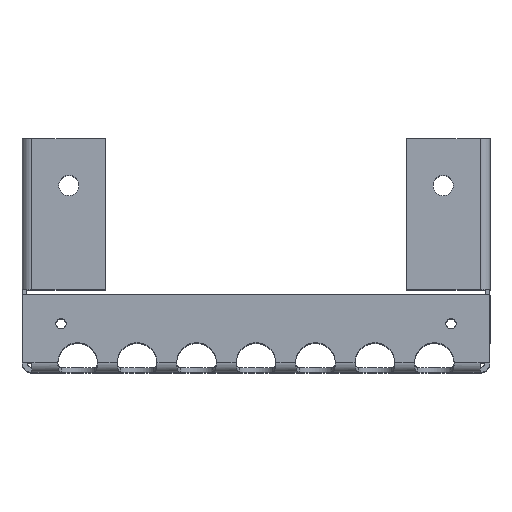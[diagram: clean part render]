
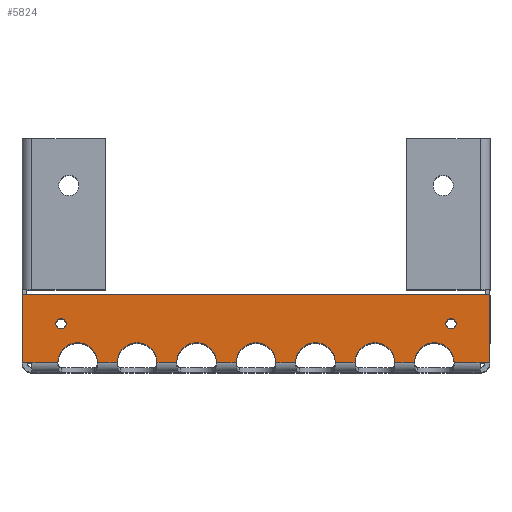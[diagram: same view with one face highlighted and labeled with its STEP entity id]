
A CAD part, top view. The second image highlights one B-rep face of the part: STEP entity #5824.
In plain terms, the highlighted planar face has unit normal (0, 0, 1).
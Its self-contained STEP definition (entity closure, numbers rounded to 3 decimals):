
#298=PLANE('',#6277);
#711=LINE('',#10935,#1267);
#713=LINE('',#10940,#1269);
#715=LINE('',#10943,#1271);
#718=LINE('',#10947,#1274);
#719=LINE('',#10949,#1275);
#722=LINE('',#10953,#1278);
#723=LINE('',#10955,#1279);
#726=LINE('',#10962,#1282);
#823=LINE('',#11184,#1379);
#830=LINE('',#11195,#1386);
#850=LINE('',#11235,#1406);
#853=LINE('',#11242,#1409);
#855=LINE('',#11245,#1411);
#1267=VECTOR('',#7376,8.325);
#1269=VECTOR('',#7382,6.35);
#1271=VECTOR('',#7386,6.35);
#1274=VECTOR('',#7391,6.35);
#1275=VECTOR('',#7394,6.35);
#1278=VECTOR('',#7399,6.35);
#1279=VECTOR('',#7402,6.35);
#1282=VECTOR('',#7409,8.325);
#1379=VECTOR('',#7666,3.175);
#1386=VECTOR('',#7677,3.175);
#1406=VECTOR('',#7721,21.825);
#1409=VECTOR('',#7728,21.825);
#1411=VECTOR('',#7732,150.);
#1465=FACE_BOUND('',#2124,.T.);
#1466=FACE_BOUND('',#2125,.T.);
#1467=FACE_BOUND('',#2126,.T.);
#2124=EDGE_LOOP('',(#5270));
#2125=EDGE_LOOP('',(#5271));
#2126=EDGE_LOOP('',(#5272,#5273,#5274,#5275,#5276,#5277,#5278,#5279,#5280,
#5281,#5282,#5283,#5284,#5285,#5286,#5287,#5288,#5289,#5290,#5291));
#2175=CIRCLE('',#5933,1.65);
#2183=CIRCLE('',#5945,1.65);
#2267=CIRCLE('',#6123,6.35);
#2271=CIRCLE('',#6129,6.35);
#2275=CIRCLE('',#6135,6.35);
#2279=CIRCLE('',#6141,6.35);
#2283=CIRCLE('',#6147,6.35);
#2287=CIRCLE('',#6153,6.35);
#2291=CIRCLE('',#6159,6.35);
#2465=VERTEX_POINT('',#8150);
#2473=VERTEX_POINT('',#8170);
#2671=VERTEX_POINT('',#10282);
#2673=VERTEX_POINT('',#10321);
#2681=VERTEX_POINT('',#10376);
#2683=VERTEX_POINT('',#10415);
#2691=VERTEX_POINT('',#10470);
#2693=VERTEX_POINT('',#10509);
#2701=VERTEX_POINT('',#10564);
#2703=VERTEX_POINT('',#10603);
#2711=VERTEX_POINT('',#10658);
#2713=VERTEX_POINT('',#10697);
#2721=VERTEX_POINT('',#10752);
#2723=VERTEX_POINT('',#10791);
#2731=VERTEX_POINT('',#10846);
#2733=VERTEX_POINT('',#10885);
#2739=VERTEX_POINT('',#10934);
#2742=VERTEX_POINT('',#10960);
#2786=VERTEX_POINT('',#11181);
#2789=VERTEX_POINT('',#11191);
#2797=VERTEX_POINT('',#11233);
#2799=VERTEX_POINT('',#11241);
#3002=EDGE_CURVE('',#2465,#2465,#2175,.T.);
#3010=EDGE_CURVE('',#2473,#2473,#2183,.T.);
#3386=EDGE_CURVE('',#2671,#2673,#2267,.T.);
#3400=EDGE_CURVE('',#2681,#2683,#2271,.T.);
#3414=EDGE_CURVE('',#2691,#2693,#2275,.T.);
#3428=EDGE_CURVE('',#2701,#2703,#2279,.T.);
#3442=EDGE_CURVE('',#2711,#2713,#2283,.T.);
#3456=EDGE_CURVE('',#2721,#2723,#2287,.T.);
#3470=EDGE_CURVE('',#2731,#2733,#2291,.T.);
#3489=EDGE_CURVE('',#2739,#2731,#711,.T.);
#3492=EDGE_CURVE('',#2733,#2721,#713,.T.);
#3494=EDGE_CURVE('',#2703,#2691,#715,.T.);
#3497=EDGE_CURVE('',#2693,#2711,#718,.T.);
#3498=EDGE_CURVE('',#2723,#2681,#719,.T.);
#3501=EDGE_CURVE('',#2683,#2701,#722,.T.);
#3502=EDGE_CURVE('',#2713,#2671,#723,.T.);
#3506=EDGE_CURVE('',#2673,#2742,#726,.T.);
#3619=EDGE_CURVE('',#2742,#2786,#823,.T.);
#3626=EDGE_CURVE('',#2789,#2739,#830,.T.);
#3646=EDGE_CURVE('',#2797,#2786,#850,.T.);
#3649=EDGE_CURVE('',#2789,#2799,#853,.T.);
#3651=EDGE_CURVE('',#2799,#2797,#855,.T.);
#5270=ORIENTED_EDGE('',*,*,#3002,.T.);
#5271=ORIENTED_EDGE('',*,*,#3010,.T.);
#5272=ORIENTED_EDGE('',*,*,#3386,.T.);
#5273=ORIENTED_EDGE('',*,*,#3506,.T.);
#5274=ORIENTED_EDGE('',*,*,#3619,.T.);
#5275=ORIENTED_EDGE('',*,*,#3646,.F.);
#5276=ORIENTED_EDGE('',*,*,#3651,.F.);
#5277=ORIENTED_EDGE('',*,*,#3649,.F.);
#5278=ORIENTED_EDGE('',*,*,#3626,.T.);
#5279=ORIENTED_EDGE('',*,*,#3489,.T.);
#5280=ORIENTED_EDGE('',*,*,#3470,.T.);
#5281=ORIENTED_EDGE('',*,*,#3492,.T.);
#5282=ORIENTED_EDGE('',*,*,#3456,.T.);
#5283=ORIENTED_EDGE('',*,*,#3498,.T.);
#5284=ORIENTED_EDGE('',*,*,#3400,.T.);
#5285=ORIENTED_EDGE('',*,*,#3501,.T.);
#5286=ORIENTED_EDGE('',*,*,#3428,.T.);
#5287=ORIENTED_EDGE('',*,*,#3494,.T.);
#5288=ORIENTED_EDGE('',*,*,#3414,.T.);
#5289=ORIENTED_EDGE('',*,*,#3497,.T.);
#5290=ORIENTED_EDGE('',*,*,#3442,.T.);
#5291=ORIENTED_EDGE('',*,*,#3502,.T.);
#5824=ADVANCED_FACE('',(#1465,#1466,#1467),#298,.F.);
#5933=AXIS2_PLACEMENT_3D('',#8151,#6644,#6645);
#5945=AXIS2_PLACEMENT_3D('',#8171,#6668,#6669);
#6123=AXIS2_PLACEMENT_3D('',#10338,#7228,#7229);
#6129=AXIS2_PLACEMENT_3D('',#10432,#7246,#7247);
#6135=AXIS2_PLACEMENT_3D('',#10526,#7264,#7265);
#6141=AXIS2_PLACEMENT_3D('',#10620,#7282,#7283);
#6147=AXIS2_PLACEMENT_3D('',#10714,#7300,#7301);
#6153=AXIS2_PLACEMENT_3D('',#10808,#7318,#7319);
#6159=AXIS2_PLACEMENT_3D('',#10902,#7336,#7337);
#6277=AXIS2_PLACEMENT_3D('',#11246,#7733,#7734);
#6644=DIRECTION('center_axis',(0.,0.,
-1.));
#6645=DIRECTION('ref_axis',(-1.,0.,0.));
#6668=DIRECTION('center_axis',(0.,0.,
-1.));
#6669=DIRECTION('ref_axis',(-1.,0.,0.));
#7228=DIRECTION('center_axis',(0.,0.,
-1.));
#7229=DIRECTION('ref_axis',(-1.,0.,0.));
#7246=DIRECTION('center_axis',(0.,0.,
-1.));
#7247=DIRECTION('ref_axis',(-1.,0.,0.));
#7264=DIRECTION('center_axis',(0.,0.,
-1.));
#7265=DIRECTION('ref_axis',(-1.,0.,0.));
#7282=DIRECTION('center_axis',(0.,0.,
-1.));
#7283=DIRECTION('ref_axis',(-1.,0.,0.));
#7300=DIRECTION('center_axis',(0.,0.,
-1.));
#7301=DIRECTION('ref_axis',(-1.,0.,0.));
#7318=DIRECTION('center_axis',(0.,0.,
-1.));
#7319=DIRECTION('ref_axis',(-1.,0.,0.));
#7336=DIRECTION('center_axis',(0.,0.,
-1.));
#7337=DIRECTION('ref_axis',(-1.,0.,0.));
#7376=DIRECTION('',(1.,0.,0.));
#7382=DIRECTION('',(1.,0.,0.));
#7386=DIRECTION('',(1.,0.,0.));
#7391=DIRECTION('',(1.,0.,0.));
#7394=DIRECTION('',(1.,0.,0.));
#7399=DIRECTION('',(1.,0.,0.));
#7402=DIRECTION('',(1.,0.,0.));
#7409=DIRECTION('',(1.,0.,0.));
#7666=DIRECTION('',(1.,0.,0.));
#7677=DIRECTION('',(1.,0.,0.));
#7721=DIRECTION('',(0.,-1.,0.));
#7728=DIRECTION('',(0.,1.,0.));
#7732=DIRECTION('',(1.,0.,0.));
#7733=DIRECTION('center_axis',(0.,0.,
-1.));
#7734=DIRECTION('ref_axis',(0.,1.,0.));
#8150=CARTESIAN_POINT('',(64.15,15.675,75.));
#8151=CARTESIAN_POINT('Origin',(62.5,15.675,75.));
#8170=CARTESIAN_POINT('',(-60.85,15.675,75.));
#8171=CARTESIAN_POINT('Origin',(-62.5,15.675,75.));
#10282=CARTESIAN_POINT('',(50.8,3.175,75.));
#10321=CARTESIAN_POINT('',(63.5,3.175,75.));
#10338=CARTESIAN_POINT('Origin',(57.15,3.175,75.));
#10376=CARTESIAN_POINT('',(-25.4,3.175,75.));
#10415=CARTESIAN_POINT('',(-12.7,3.175,75.));
#10432=CARTESIAN_POINT('Origin',(-19.05,3.175,75.));
#10470=CARTESIAN_POINT('',(12.7,3.175,75.));
#10509=CARTESIAN_POINT('',(25.4,3.175,75.));
#10526=CARTESIAN_POINT('Origin',(19.05,3.175,75.));
#10564=CARTESIAN_POINT('',(-6.35,3.175,75.));
#10603=CARTESIAN_POINT('',(6.35,3.175,75.));
#10620=CARTESIAN_POINT('Origin',(0.,3.175,
75.));
#10658=CARTESIAN_POINT('',(31.75,3.175,75.));
#10697=CARTESIAN_POINT('',(44.45,3.175,75.));
#10714=CARTESIAN_POINT('Origin',(38.1,3.175,75.));
#10752=CARTESIAN_POINT('',(-44.45,3.175,75.));
#10791=CARTESIAN_POINT('',(-31.75,3.175,75.));
#10808=CARTESIAN_POINT('Origin',(-38.1,3.175,75.));
#10846=CARTESIAN_POINT('',(-63.5,3.175,75.));
#10885=CARTESIAN_POINT('',(-50.8,3.175,75.));
#10902=CARTESIAN_POINT('Origin',(-57.15,3.175,75.));
#10934=CARTESIAN_POINT('',(-71.825,3.175,75.));
#10935=CARTESIAN_POINT('',(0.,3.175,75.));
#10940=CARTESIAN_POINT('',(0.,3.175,75.));
#10943=CARTESIAN_POINT('',(0.,3.175,75.));
#10947=CARTESIAN_POINT('',(0.,3.175,75.));
#10949=CARTESIAN_POINT('',(0.,3.175,75.));
#10953=CARTESIAN_POINT('',(0.,3.175,75.));
#10955=CARTESIAN_POINT('',(0.,3.175,75.));
#10960=CARTESIAN_POINT('',(71.825,3.175,75.));
#10962=CARTESIAN_POINT('',(0.,3.175,75.));
#11181=CARTESIAN_POINT('',(75.,3.175,75.));
#11184=CARTESIAN_POINT('',(0.,3.175,75.));
#11191=CARTESIAN_POINT('',(-75.,3.175,75.));
#11195=CARTESIAN_POINT('',(0.,3.175,75.));
#11233=CARTESIAN_POINT('',(75.,25.,75.));
#11235=CARTESIAN_POINT('',(75.,-4.007,75.));
#11241=CARTESIAN_POINT('',(-75.,25.,75.));
#11242=CARTESIAN_POINT('',(-75.,3.175,75.));
#11245=CARTESIAN_POINT('',(-75.,25.,75.));
#11246=CARTESIAN_POINT('Origin',(0.,12.292,
75.));
